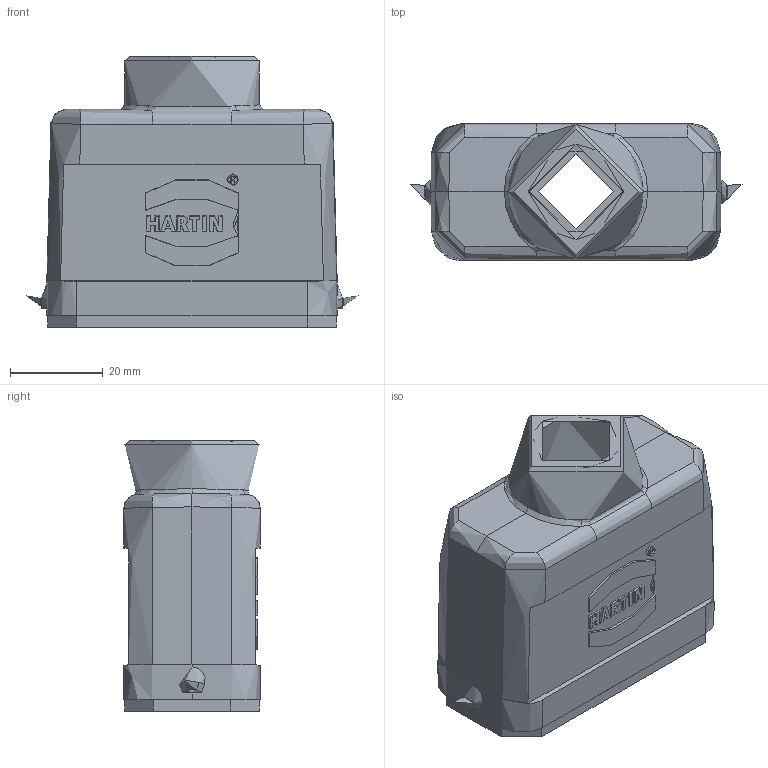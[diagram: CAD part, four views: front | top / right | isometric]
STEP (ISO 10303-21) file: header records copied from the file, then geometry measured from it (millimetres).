
FILE_DESCRIPTION(/* description */ (''),/* implementation_level */ '2;1');
FILE_NAME(/* name */ '100094846ugm000_c.stp',/* time_stamp */ '2017-11-06T10:51:31+01:00',/* author */ (''),/* organization */ (''),/* preprocessor_version */ 'ST-DEVELOPER v16',/* originating_system */ 'SIEMENS PLM Software NX 10.0',/* authorisation */ '');
FILE_SCHEMA (('AUTOMOTIVE_DESIGN { 1 0 10303 214 3 1 1 1 }'));
Length unit declared in the file: millimetre
Products named in the file (1): 100094846ugm000_c
Bounding box: 71.7 x 29.5 x 58.7 mm (x, y, z)
Volume: 28806.4 mm3; surface area: 20482.6 mm2
Topology: 1 solids, 1 shells, 324 faces, 835 edges, 529 vertices
Faces by surface type: plane 156, bspline 84, cylinder 61, cone 21, torus 2
Full cylindrical faces by diameter (mm): 3 x4, 16 x1, 20 x1, 29 x1
Entity records: 12601 total; most frequent: CARTESIAN_POINT 4536, ORIENTED_EDGE 1582, DIRECTION 1287, EDGE_CURVE 791, VERTEX_POINT 510, AXIS2_PLACEMENT_3D 430, LINE 427, VECTOR 427
